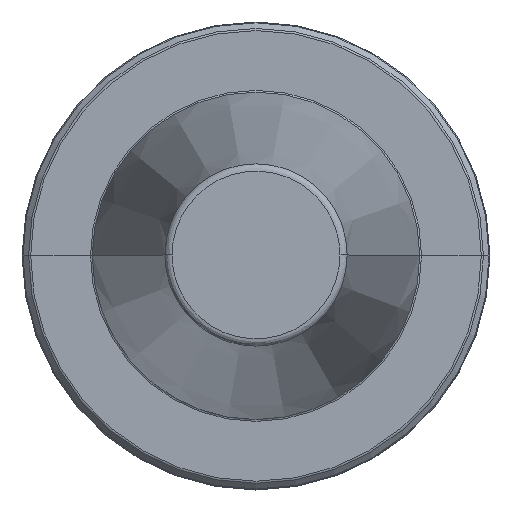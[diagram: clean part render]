
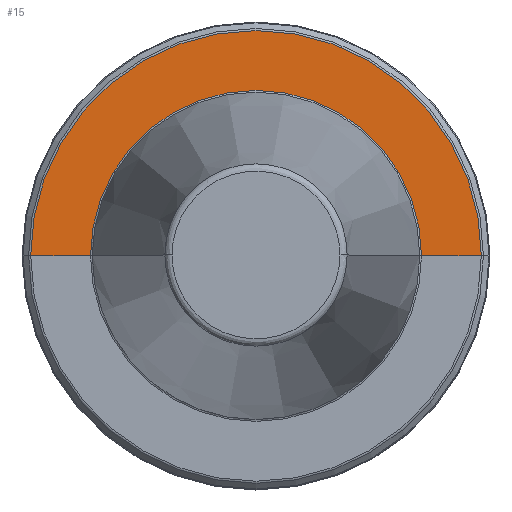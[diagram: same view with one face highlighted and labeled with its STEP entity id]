
A CAD part, top view. The second image highlights one B-rep face of the part: STEP entity #15.
In plain terms, the highlighted conical face has half-angle 89.999 degrees and reference radius 5.113e+07 mm.
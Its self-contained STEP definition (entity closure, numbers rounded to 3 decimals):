
#15 = ADVANCED_FACE ( 'NONE', ( #1471 ), #132, .F. ) ;
#25 = DIRECTION ( 'NONE',  ( 0., 0., 1. ) ) ;
#36 = CARTESIAN_POINT ( 'NONE',  ( 0., 0., -3.198 ) ) ;
#132 = CONICAL_SURFACE ( 'NONE', #1389, 51134078.704, 1.571 ) ;
#134 = DIRECTION ( 'NONE',  ( 1., 0., 0. ) ) ;
#145 = CIRCLE ( 'NONE', #637, 22.462 ) ;
#156 = VECTOR ( 'NONE', #134, 1000. ) ;
#170 = VERTEX_POINT ( 'NONE', #312 ) ;
#176 = EDGE_CURVE ( 'NONE', #1191, #1242, #1328, .T. ) ;
#198 = LINE ( 'NONE', #792, #156 ) ;
#208 = EDGE_LOOP ( 'NONE', ( #1003, #822, #401, #1443 ) ) ;
#312 = CARTESIAN_POINT ( 'NONE',  ( 30.585, 0., -3.198 ) ) ;
#401 = ORIENTED_EDGE ( 'NONE', *, *, #857, .T. ) ;
#405 = DIRECTION ( 'NONE',  ( 1., 0., 0. ) ) ;
#514 = CIRCLE ( 'NONE', #1081, 30.585 ) ;
#597 = DIRECTION ( 'NONE',  ( 0., -1., 0. ) ) ;
#637 = AXIS2_PLACEMENT_3D ( 'NONE', #994, #729, #597 ) ;
#689 = CARTESIAN_POINT ( 'NONE',  ( 0., 0., -3.199 ) ) ;
#729 = DIRECTION ( 'NONE',  ( 0., 0., 1. ) ) ;
#739 = CARTESIAN_POINT ( 'NONE',  ( -22.462, 0., -3.199 ) ) ;
#757 = CARTESIAN_POINT ( 'NONE',  ( -30.585, 0., -3.198 ) ) ;
#788 = DIRECTION ( 'NONE',  ( 0., 0., 1. ) ) ;
#792 = CARTESIAN_POINT ( 'NONE',  ( 0., 0., -3.199 ) ) ;
#822 = ORIENTED_EDGE ( 'NONE', *, *, #1355, .F. ) ;
#857 = EDGE_CURVE ( 'NONE', #901, #170, #198, .T. ) ;
#901 = VERTEX_POINT ( 'NONE', #1178 ) ;
#926 = DIRECTION ( 'NONE',  ( -1., 0., 0. ) ) ;
#934 = EDGE_CURVE ( 'NONE', #170, #1242, #514, .T. ) ;
#994 = CARTESIAN_POINT ( 'NONE',  ( 0., 0., -3.199 ) ) ;
#1003 = ORIENTED_EDGE ( 'NONE', *, *, #176, .F. ) ;
#1081 = AXIS2_PLACEMENT_3D ( 'NONE', #36, #25, #405 ) ;
#1173 = CARTESIAN_POINT ( 'NONE',  ( 0., 0., 996.801 ) ) ;
#1178 = CARTESIAN_POINT ( 'NONE',  ( 22.462, 0., -3.199 ) ) ;
#1191 = VERTEX_POINT ( 'NONE', #739 ) ;
#1242 = VERTEX_POINT ( 'NONE', #757 ) ;
#1300 = DIRECTION ( 'NONE',  ( 1., 0., 0. ) ) ;
#1328 = LINE ( 'NONE', #689, #1631 ) ;
#1355 = EDGE_CURVE ( 'NONE', #901, #1191, #145, .T. ) ;
#1389 = AXIS2_PLACEMENT_3D ( 'NONE', #1173, #788, #1300 ) ;
#1443 = ORIENTED_EDGE ( 'NONE', *, *, #934, .T. ) ;
#1471 = FACE_OUTER_BOUND ( 'NONE', #208, .T. ) ;
#1631 = VECTOR ( 'NONE', #926, 1000. ) ;
